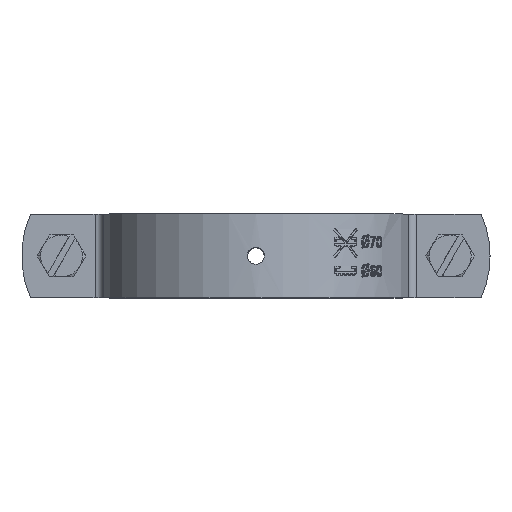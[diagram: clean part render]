
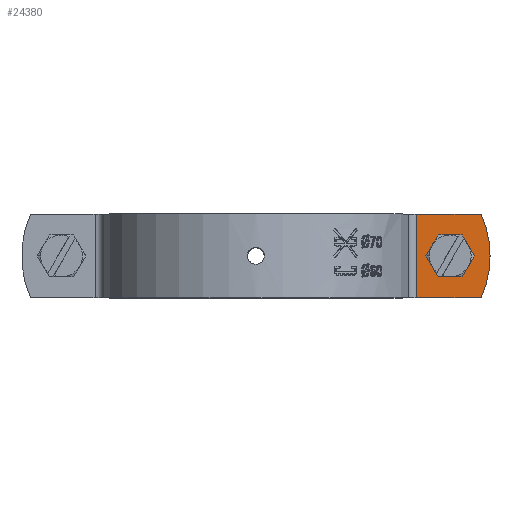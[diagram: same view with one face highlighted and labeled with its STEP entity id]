
A CAD part, top view. The second image highlights one B-rep face of the part: STEP entity #24380.
In plain terms, the highlighted planar face has unit normal (0, 0, 1).
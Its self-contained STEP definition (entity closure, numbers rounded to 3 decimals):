
#629 = EDGE_CURVE ( 'NONE', #19278, #10744, #24029, .T. ) ;
#1063 = DIRECTION ( 'NONE',  ( -1., 0., 0. ) ) ;
#1065 = EDGE_CURVE ( 'NONE', #11438, #7849, #15228, .T. ) ;
#1085 = CARTESIAN_POINT ( 'NONE',  ( 50.871, 0., 5. ) ) ;
#1336 = ORIENTED_EDGE ( 'NONE', *, *, #16613, .F. ) ;
#1356 = DIRECTION ( 'NONE',  ( 1., 0., 0. ) ) ;
#2096 = EDGE_CURVE ( 'NONE', #11438, #17639, #3971, .T. ) ;
#2396 = AXIS2_PLACEMENT_3D ( 'NONE', #20923, #10807, #7095 ) ;
#2505 = VERTEX_POINT ( 'NONE', #6183 ) ;
#3085 = VECTOR ( 'NONE', #16945, 1000. ) ;
#3156 = CARTESIAN_POINT ( 'NONE',  ( 49.2, 3.5, 5. ) ) ;
#3347 = DIRECTION ( 'NONE',  ( 0., 0., -1. ) ) ;
#3971 = LINE ( 'NONE', #25873, #11068 ) ;
#4901 = AXIS2_PLACEMENT_3D ( 'NONE', #13134, #19244, #1063 ) ;
#5383 = EDGE_CURVE ( 'NONE', #7849, #21780, #13025, .T. ) ;
#5780 = CIRCLE ( 'NONE', #2396, 25. ) ;
#5894 = VERTEX_POINT ( 'NONE', #10115 ) ;
#6183 = CARTESIAN_POINT ( 'NONE',  ( 55.871, 0., 5. ) ) ;
#6436 = VECTOR ( 'NONE', #23256, 1000. ) ;
#7095 = DIRECTION ( 'NONE',  ( 1., 0., 0. ) ) ;
#7451 = DIRECTION ( 'NONE',  ( -1., 0., 0. ) ) ;
#7498 = AXIS2_PLACEMENT_3D ( 'NONE', #15940, #3347, #17795 ) ;
#7567 = CARTESIAN_POINT ( 'NONE',  ( 53.784, 10., 5. ) ) ;
#7714 = CARTESIAN_POINT ( 'NONE',  ( 43.543, -3.5, 5. ) ) ;
#7849 = VERTEX_POINT ( 'NONE', #22468 ) ;
#7907 = AXIS2_PLACEMENT_3D ( 'NONE', #15679, #25635, #7451 ) ;
#8791 = ORIENTED_EDGE ( 'NONE', *, *, #11913, .F. ) ;
#8996 = EDGE_CURVE ( 'NONE', #5894, #22771, #16565, .T. ) ;
#9207 = ORIENTED_EDGE ( 'NONE', *, *, #5383, .T. ) ;
#9814 = VERTEX_POINT ( 'NONE', #11867 ) ;
#9826 = LINE ( 'NONE', #7714, #16814 ) ;
#10115 = CARTESIAN_POINT ( 'NONE',  ( 49.2, -3.5, 5. ) ) ;
#10301 = DIRECTION ( 'NONE',  ( 0., 0., 1. ) ) ;
#10639 = CARTESIAN_POINT ( 'NONE',  ( 38.367, -10., 5. ) ) ;
#10744 = VERTEX_POINT ( 'NONE', #21526 ) ;
#10807 = DIRECTION ( 'NONE',  ( 0., 0., -1. ) ) ;
#11068 = VECTOR ( 'NONE', #12058, 1000. ) ;
#11438 = VERTEX_POINT ( 'NONE', #15183 ) ;
#11686 = CARTESIAN_POINT ( 'NONE',  ( 49.2, 3.5, 5. ) ) ;
#11867 = CARTESIAN_POINT ( 'NONE',  ( 43.543, -3.5, 5. ) ) ;
#11913 = EDGE_CURVE ( 'NONE', #10744, #9814, #26127, .T. ) ;
#12058 = DIRECTION ( 'NONE',  ( 1., 0., 0. ) ) ;
#12467 = EDGE_LOOP ( 'NONE', ( #17896, #8791, #24375, #1336, #13168 ) ) ;
#12529 = ORIENTED_EDGE ( 'NONE', *, *, #18122, .F. ) ;
#13025 = LINE ( 'NONE', #10639, #6436 ) ;
#13134 = CARTESIAN_POINT ( 'NONE',  ( 46.371, 0., 5. ) ) ;
#13168 = ORIENTED_EDGE ( 'NONE', *, *, #8996, .F. ) ;
#13357 = CARTESIAN_POINT ( 'NONE',  ( 38.367, 10., 5. ) ) ;
#13735 = DIRECTION ( 'NONE',  ( 0., 0., -1. ) ) ;
#14231 = CIRCLE ( 'NONE', #4901, 4.5 ) ;
#15183 = CARTESIAN_POINT ( 'NONE',  ( 38.367, 10., 5. ) ) ;
#15228 = LINE ( 'NONE', #13357, #3085 ) ;
#15464 = FACE_BOUND ( 'NONE', #12467, .T. ) ;
#15553 = CIRCLE ( 'NONE', #7498, 25. ) ;
#15679 = CARTESIAN_POINT ( 'NONE',  ( 46.371, 0., 5. ) ) ;
#15940 = CARTESIAN_POINT ( 'NONE',  ( 30.871, 0., 5. ) ) ;
#16407 = ORIENTED_EDGE ( 'NONE', *, *, #2096, .F. ) ;
#16565 = CIRCLE ( 'NONE', #18700, 4.5 ) ;
#16613 = EDGE_CURVE ( 'NONE', #22771, #19278, #14231, .T. ) ;
#16814 = VECTOR ( 'NONE', #1356, 1000. ) ;
#16945 = DIRECTION ( 'NONE',  ( 0., -1., 0. ) ) ;
#17639 = VERTEX_POINT ( 'NONE', #7567 ) ;
#17795 = DIRECTION ( 'NONE',  ( 1., 0., 0. ) ) ;
#17896 = ORIENTED_EDGE ( 'NONE', *, *, #25995, .F. ) ;
#18059 = AXIS2_PLACEMENT_3D ( 'NONE', #19458, #13735, #23690 ) ;
#18122 = EDGE_CURVE ( 'NONE', #17639, #2505, #5780, .T. ) ;
#18700 = AXIS2_PLACEMENT_3D ( 'NONE', #20276, #10301, #20012 ) ;
#18938 = ORIENTED_EDGE ( 'NONE', *, *, #26023, .F. ) ;
#19244 = DIRECTION ( 'NONE',  ( 0., 0., 1. ) ) ;
#19278 = VERTEX_POINT ( 'NONE', #3156 ) ;
#19320 = PLANE ( 'NONE',  #18059 ) ;
#19458 = CARTESIAN_POINT ( 'NONE',  ( 38.367, 10., 5. ) ) ;
#19606 = VECTOR ( 'NONE', #21661, 1000. ) ;
#19835 = ORIENTED_EDGE ( 'NONE', *, *, #1065, .T. ) ;
#20012 = DIRECTION ( 'NONE',  ( -1., 0., 0. ) ) ;
#20276 = CARTESIAN_POINT ( 'NONE',  ( 46.371, 0., 5. ) ) ;
#20923 = CARTESIAN_POINT ( 'NONE',  ( 30.871, 0., 5. ) ) ;
#21526 = CARTESIAN_POINT ( 'NONE',  ( 43.543, 3.5, 5. ) ) ;
#21661 = DIRECTION ( 'NONE',  ( -1., 0., 0. ) ) ;
#21780 = VERTEX_POINT ( 'NONE', #25357 ) ;
#21981 = FACE_OUTER_BOUND ( 'NONE', #24087, .T. ) ;
#22468 = CARTESIAN_POINT ( 'NONE',  ( 38.367, -10., 5. ) ) ;
#22771 = VERTEX_POINT ( 'NONE', #1085 ) ;
#23256 = DIRECTION ( 'NONE',  ( 1., 0., 0. ) ) ;
#23690 = DIRECTION ( 'NONE',  ( -1., 0., 0. ) ) ;
#24029 = LINE ( 'NONE', #11686, #19606 ) ;
#24087 = EDGE_LOOP ( 'NONE', ( #9207, #18938, #12529, #16407, #19835 ) ) ;
#24375 = ORIENTED_EDGE ( 'NONE', *, *, #629, .F. ) ;
#24380 = ADVANCED_FACE ( 'NONE', ( #15464, #21981 ), #19320, .F. ) ;
#25357 = CARTESIAN_POINT ( 'NONE',  ( 53.784, -10., 5. ) ) ;
#25635 = DIRECTION ( 'NONE',  ( 0., 0., 1. ) ) ;
#25873 = CARTESIAN_POINT ( 'NONE',  ( 38.367, 10., 5. ) ) ;
#25995 = EDGE_CURVE ( 'NONE', #9814, #5894, #9826, .T. ) ;
#26023 = EDGE_CURVE ( 'NONE', #2505, #21780, #15553, .T. ) ;
#26127 = CIRCLE ( 'NONE', #7907, 4.5 ) ;
